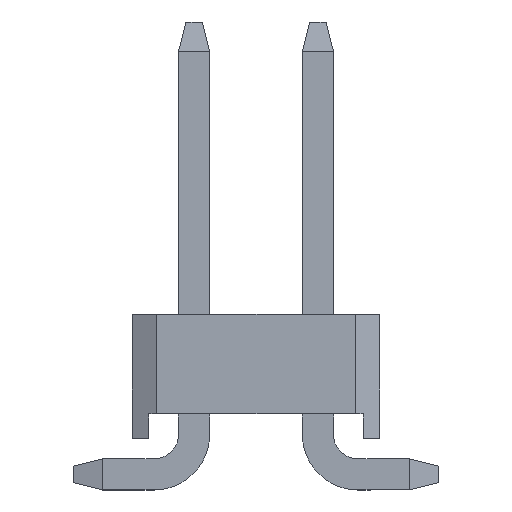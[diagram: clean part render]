
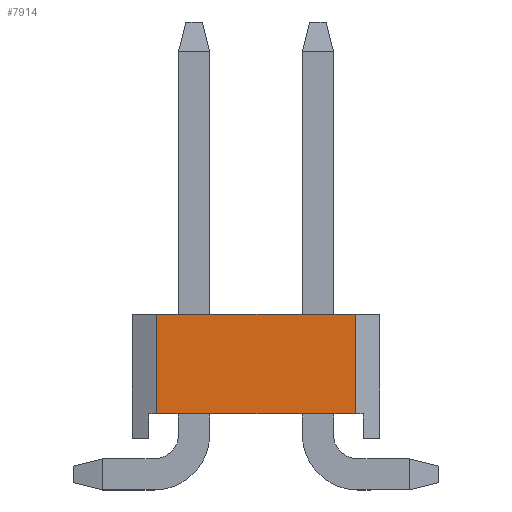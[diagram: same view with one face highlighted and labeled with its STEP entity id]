
A CAD part, front view. The second image highlights one B-rep face of the part: STEP entity #7914.
In plain terms, the highlighted face is planar.
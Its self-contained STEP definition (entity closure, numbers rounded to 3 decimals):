
#508=ORIENTED_EDGE('',*,*,#1977,.F.);
#509=ORIENTED_EDGE('',*,*,#1742,.T.);
#510=ORIENTED_EDGE('',*,*,#1997,.T.);
#511=ORIENTED_EDGE('',*,*,#1899,.T.);
#1742=EDGE_CURVE('',#2553,#2552,#3060,.T.);
#1899=EDGE_CURVE('',#2692,#2691,#3217,.T.);
#1977=EDGE_CURVE('',#2553,#2691,#3295,.T.);
#1997=EDGE_CURVE('',#2552,#2692,#3315,.T.);
#2552=VERTEX_POINT('',#10154);
#2553=VERTEX_POINT('',#10156);
#2691=VERTEX_POINT('',#10469);
#2692=VERTEX_POINT('',#10471);
#3060=LINE('',#10155,#3822);
#3217=LINE('',#10470,#3979);
#3295=LINE('',#10614,#4057);
#3315=LINE('',#10646,#4077);
#3822=VECTOR('',#8618,1000.);
#3979=VECTOR('',#8813,1000.);
#4057=VECTOR('',#8915,1000.);
#4077=VECTOR('',#8959,1000.);
#4632=EDGE_LOOP('',(#508,#509,#510,#511));
#4984=FACE_BOUND('',#4632,.T.);
#5312=PLANE('',#8249);
#7914=ADVANCED_FACE('',(#4984),#5312,.T.);
#8249=AXIS2_PLACEMENT_3D('',#10647,#8960,#8961);
#8618=DIRECTION('',(0.,-1.,0.));
#8813=DIRECTION('',(0.,1.,0.));
#8915=DIRECTION('',(0.,0.,1.));
#8959=DIRECTION('',(0.,0.,1.));
#8960=DIRECTION('',(-1.,0.,0.));
#8961=DIRECTION('',(0.,0.,1.));
#10154=CARTESIAN_POINT('',(-7.62,-2.04,-0.77));
#10155=CARTESIAN_POINT('',(-7.62,-2.54,-0.77));
#10156=CARTESIAN_POINT('',(-7.62,2.04,-0.77));
#10469=CARTESIAN_POINT('',(-7.62,2.04,1.27));
#10470=CARTESIAN_POINT('',(-7.62,-2.54,1.27));
#10471=CARTESIAN_POINT('',(-7.62,-2.04,1.27));
#10614=CARTESIAN_POINT('',(-7.62,2.04,-15.228));
#10646=CARTESIAN_POINT('',(-7.62,-2.04,-15.228));
#10647=CARTESIAN_POINT('',(-7.62,-2.54,-1.27));
